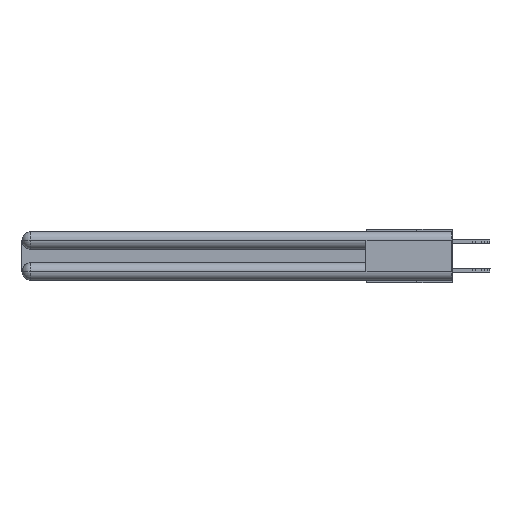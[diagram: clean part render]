
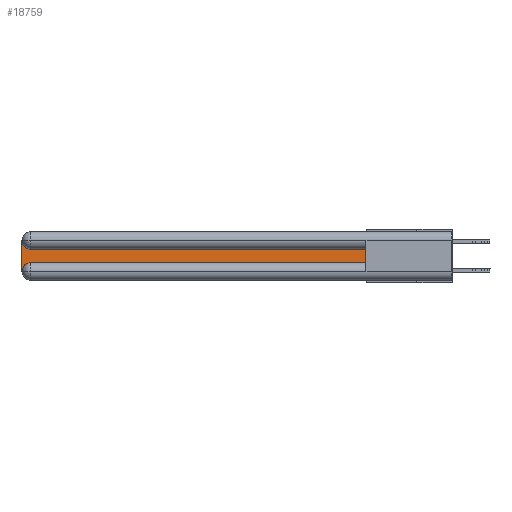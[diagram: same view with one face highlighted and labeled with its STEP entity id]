
A CAD part, left-side view. The second image highlights one B-rep face of the part: STEP entity #18759.
In plain terms, the highlighted planar face has unit normal (-1, 0, 0).
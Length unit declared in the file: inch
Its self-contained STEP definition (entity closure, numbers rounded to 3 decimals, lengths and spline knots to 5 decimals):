
#1658 = LINE ( 'NONE', #31076, #2442 ) ;
#1730 = AXIS2_PLACEMENT_3D ( 'NONE', #17009, #14659, #24846 ) ;
#1951 = CARTESIAN_POINT ( 'NONE',  ( 0.075, 0.6, -0.2175 ) ) ;
#2081 = VERTEX_POINT ( 'NONE', #8376 ) ;
#2150 = LINE ( 'NONE', #1951, #30489 ) ;
#2442 = VECTOR ( 'NONE', #15975, 39.37008 ) ;
#3072 = EDGE_CURVE ( 'NONE', #2081, #25293, #5767, .T. ) ;
#5168 = EDGE_CURVE ( 'NONE', #31138, #20451, #1658, .T. ) ;
#5465 = CARTESIAN_POINT ( 'NONE',  ( 0.075, 0.6, -0.1225 ) ) ;
#5767 = LINE ( 'NONE', #15549, #6995 ) ;
#6344 = DIRECTION ( 'NONE',  ( 1., 0., 0. ) ) ;
#6609 = ORIENTED_EDGE ( 'NONE', *, *, #10205, .T. ) ;
#6995 = VECTOR ( 'NONE', #28138, 39.37008 ) ;
#7405 = ORIENTED_EDGE ( 'NONE', *, *, #31297, .T. ) ;
#8064 = ORIENTED_EDGE ( 'NONE', *, *, #5168, .T. ) ;
#8197 = CARTESIAN_POINT ( 'NONE',  ( 0.075, 0.6, -0.2175 ) ) ;
#8229 = CARTESIAN_POINT ( 'NONE',  ( 0.075, 3., -0.2775 ) ) ;
#8376 = CARTESIAN_POINT ( 'NONE',  ( 0.075, 3., -0.0625 ) ) ;
#9878 = VERTEX_POINT ( 'NONE', #30977 ) ;
#10205 = EDGE_CURVE ( 'NONE', #20451, #2081, #12024, .T. ) ;
#11343 = ORIENTED_EDGE ( 'NONE', *, *, #3072, .T. ) ;
#12024 = CIRCLE ( 'NONE', #20796, 0.06 ) ;
#12620 = CARTESIAN_POINT ( 'NONE',  ( 0.075, 2.94, -0.0625 ) ) ;
#13425 = CIRCLE ( 'NONE', #18248, 0.06 ) ;
#14047 = EDGE_CURVE ( 'NONE', #20976, #31138, #2150, .T. ) ;
#14659 = DIRECTION ( 'NONE',  ( 1., 0., 0. ) ) ;
#15549 = CARTESIAN_POINT ( 'NONE',  ( 0.075, 3., -0.2175 ) ) ;
#15975 = DIRECTION ( 'NONE',  ( 0., 1., 0. ) ) ;
#16523 = CARTESIAN_POINT ( 'NONE',  ( 0.075, 2.94, -0.2775 ) ) ;
#16923 = ORIENTED_EDGE ( 'NONE', *, *, #14047, .T. ) ;
#17009 = CARTESIAN_POINT ( 'NONE',  ( 0.075, 3., -0.1225 ) ) ;
#17539 = FACE_OUTER_BOUND ( 'NONE', #30138, .T. ) ;
#18248 = AXIS2_PLACEMENT_3D ( 'NONE', #16523, #6344, #19261 ) ;
#18759 = ADVANCED_FACE ( 'NONE', ( #17539 ), #29793, .F. ) ;
#19261 = DIRECTION ( 'NONE',  ( 0., 0., -1. ) ) ;
#19524 = DIRECTION ( 'NONE',  ( 0., 0., 1. ) ) ;
#19623 = EDGE_CURVE ( 'NONE', #9878, #20976, #22640, .T. ) ;
#20451 = VERTEX_POINT ( 'NONE', #29870 ) ;
#20796 = AXIS2_PLACEMENT_3D ( 'NONE', #12620, #23008, #32552 ) ;
#20976 = VERTEX_POINT ( 'NONE', #8197 ) ;
#21018 = VECTOR ( 'NONE', #28985, 39.37008 ) ;
#22640 = LINE ( 'NONE', #28869, #21018 ) ;
#23008 = DIRECTION ( 'NONE',  ( 1., 0., 0. ) ) ;
#24846 = DIRECTION ( 'NONE',  ( 0., 0., -1. ) ) ;
#25293 = VERTEX_POINT ( 'NONE', #8229 ) ;
#28090 = ORIENTED_EDGE ( 'NONE', *, *, #19623, .T. ) ;
#28138 = DIRECTION ( 'NONE',  ( 0., 0., -1. ) ) ;
#28869 = CARTESIAN_POINT ( 'NONE',  ( 0.075, 0.6, -0.2175 ) ) ;
#28985 = DIRECTION ( 'NONE',  ( 0., -1., 0. ) ) ;
#29793 = PLANE ( 'NONE',  #1730 ) ;
#29870 = CARTESIAN_POINT ( 'NONE',  ( 0.075, 2.94, -0.1225 ) ) ;
#30138 = EDGE_LOOP ( 'NONE', ( #8064, #6609, #11343, #7405, #28090, #16923 ) ) ;
#30489 = VECTOR ( 'NONE', #19524, 39.37008 ) ;
#30977 = CARTESIAN_POINT ( 'NONE',  ( 0.075, 2.94, -0.2175 ) ) ;
#31076 = CARTESIAN_POINT ( 'NONE',  ( 0.075, 0.6, -0.1225 ) ) ;
#31138 = VERTEX_POINT ( 'NONE', #5465 ) ;
#31297 = EDGE_CURVE ( 'NONE', #25293, #9878, #13425, .T. ) ;
#32552 = DIRECTION ( 'NONE',  ( 0., 0., -1. ) ) ;
